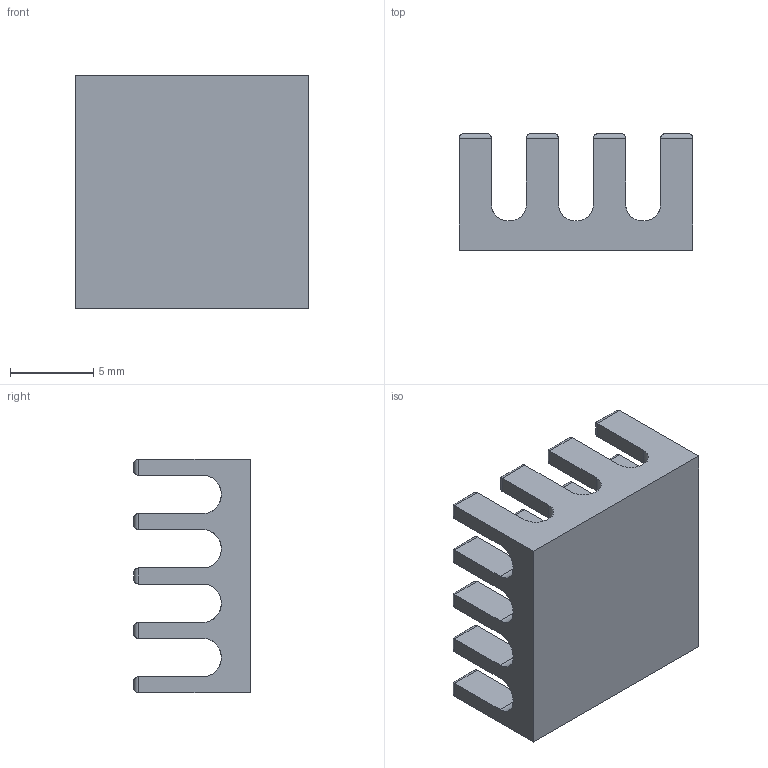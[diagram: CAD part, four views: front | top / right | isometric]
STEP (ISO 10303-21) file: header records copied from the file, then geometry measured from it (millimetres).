
FILE_DESCRIPTION (( 'STEP AP214' ), '1' );
FILE_NAME ('14x14x7 Heatsink.STEP', '2023-12-28T15:06:07', ( '' ), ( '' ), 'SwSTEP 2.0', 'SolidWorks 2022', '' );
FILE_SCHEMA (( 'AUTOMOTIVE_DESIGN' ));
Length unit declared in the file: millimetre
Products named in the file (1): 14x14x7 Heatsink
Bounding box: 14 x 7 x 14 mm (x, y, z)
Volume: 562.5 mm3; surface area: 1052.8 mm2
Topology: 1 solids, 1 shells, 230 faces, 586 edges, 364 vertices
Faces by surface type: cylinder 142, plane 88
Entity records: 7232 total; most frequent: CARTESIAN_POINT 1949, ORIENTED_EDGE 1172, DIRECTION 996, EDGE_CURVE 586, LINE 382, VECTOR 382, VERTEX_POINT 364, AXIS2_PLACEMENT_3D 307
